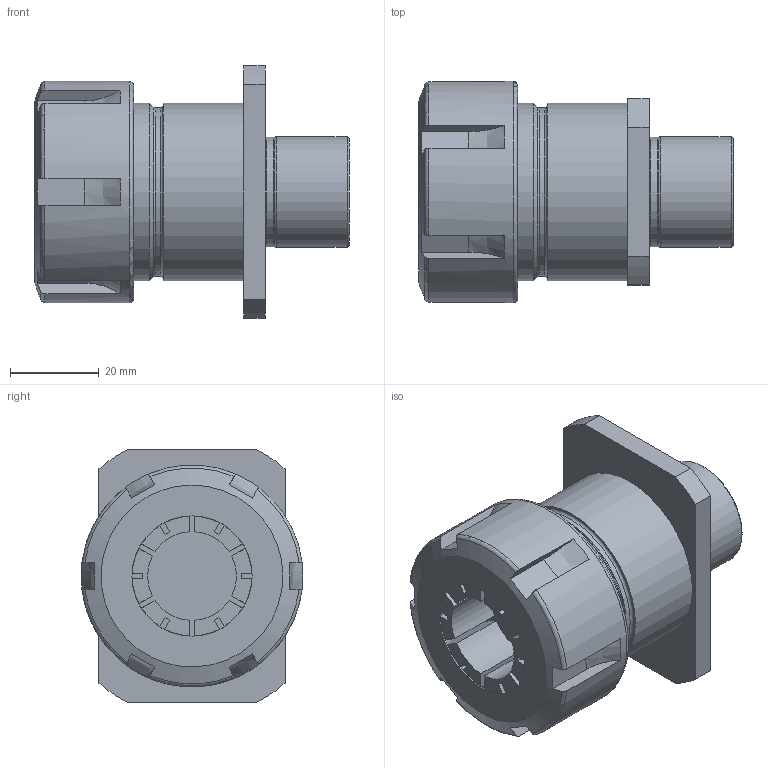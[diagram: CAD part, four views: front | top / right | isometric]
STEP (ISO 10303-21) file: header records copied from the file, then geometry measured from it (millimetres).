
FILE_DESCRIPTION(/* description */ (''),/* implementation_level */ '2;1');
FILE_NAME(/* name */ 'W9990707_A__specification_W9990707_Aussen_.stp',/* time_stamp */ '2012-11-07T07:45:27+01:00',/* author */ (''),/* organization */ (''),/* preprocessor_version */ 'ST-DEVELOPER v11',/* originating_system */ 'SIEMENS PLM Software NX 7.5',/* authorisation */ '');
FILE_SCHEMA (('AUTOMOTIVE_DESIGN { 1 0 10303 214 1 1 1 1 }'));
Length unit declared in the file: millimetre
Products named in the file (1): webe0C183sz6
Bounding box: 70.97 x 49.97 x 57 mm (x, y, z)
Volume: 85041.9 mm3; surface area: 20658.3 mm2
Topology: 1 solids, 1 shells, 189 faces, 557 edges, 358 vertices
Faces by surface type: plane 92, cylinder 44, cone 34, torus 13, bspline 6
Full cylindrical faces by diameter (mm): 24.7 x1, 25 x1, 27.1 x1, 33.57 x1, 37.9 x1, 38.5 x1, 40 x2, 40.5 x1, 50 x1
Entity records: 6430 total; most frequent: CARTESIAN_POINT 1640, ORIENTED_EDGE 1036, DIRECTION 940, EDGE_CURVE 518, AXIS2_PLACEMENT_3D 360, VERTEX_POINT 346, EDGE_LOOP 224, LINE 220
